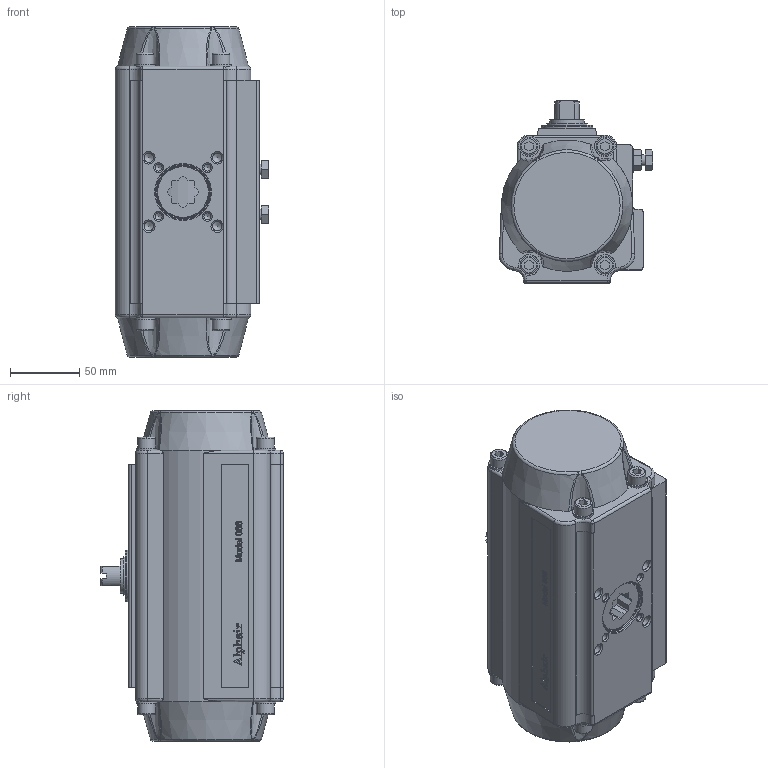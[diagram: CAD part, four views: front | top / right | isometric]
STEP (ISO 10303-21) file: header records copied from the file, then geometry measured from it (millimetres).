
FILE_DESCRIPTION (( 'STEP AP214' ), '1' );
FILE_NAME ('PA-RE086 heco.STEP', '2013-07-17T13:25:48', ( 'test' ), ( '' ), 'SwSTEP 2.0', 'SolidWorks 2011', '' );
FILE_SCHEMA (( 'AUTOMOTIVE_DESIGN' ));
Length unit declared in the file: millimetre
Products named in the file (1): PA-RE086 heco
Bounding box: 110.99 x 132.2 x 239 mm (x, y, z)
Volume: 2132165.1 mm3; surface area: 129092.2 mm2
Topology: 1 solids, 1 shells, 864 faces, 2234 edges, 1433 vertices
Faces by surface type: plane 372, bspline 203, cylinder 116, cone 106, torus 47, sphere 20
Full cylindrical faces by diameter (mm): 1.5 x2, 4 x2, 4.2 x8, 5 x6, 6.8 x4, 8 x2, 12 x2, 13 x8, 15 x8, 17 x2, 18 x2, 23.5 x1, 24.7 x2, 25.1 x1, 25.2 x1, 25.5 x1, 37.5 x2, 37.7 x1, 38.1 x1, 40.1 x1
Entity records: 50227 total; most frequent: CARTESIAN_POINT 22197, ORIENTED_EDGE 4118, DIRECTION 3072, EDGE_CURVE 2059, VERTEX_POINT 1364, AXIS2_PLACEMENT_3D 1050, EDGE_LOOP 1033, LINE 972
